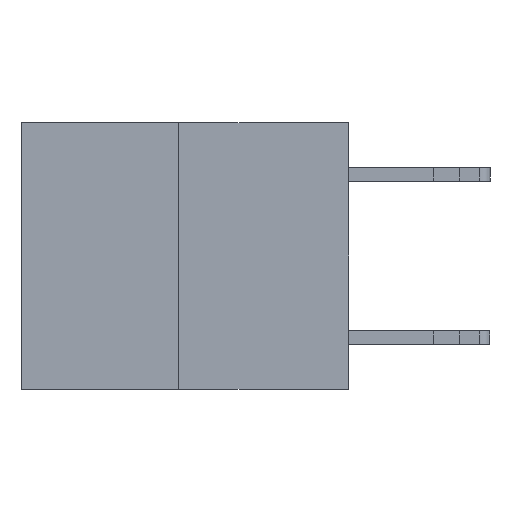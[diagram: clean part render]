
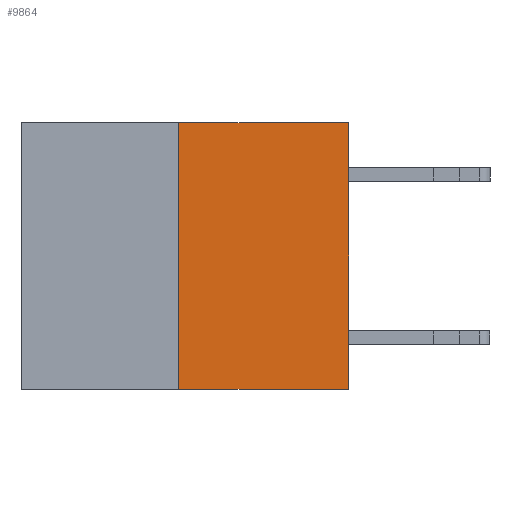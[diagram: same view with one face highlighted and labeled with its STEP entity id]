
A CAD part, left-side view. The second image highlights one B-rep face of the part: STEP entity #9864.
In plain terms, the highlighted planar face has unit normal (-1, 0, 0).
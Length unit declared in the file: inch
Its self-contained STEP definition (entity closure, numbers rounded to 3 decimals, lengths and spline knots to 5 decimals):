
#127 = ORIENTED_EDGE ( 'NONE', *, *, #9907, .F. ) ;
#1451 = DIRECTION ( 'NONE',  ( 0., 0., 1. ) ) ;
#1457 = CARTESIAN_POINT ( 'NONE',  ( 0., 0.6, 0. ) ) ;
#2071 = ORIENTED_EDGE ( 'NONE', *, *, #11549, .T. ) ;
#2131 = DIRECTION ( 'NONE',  ( 0., -1., 0. ) ) ;
#2214 = CARTESIAN_POINT ( 'NONE',  ( 0., 0.6, -0.49 ) ) ;
#3088 = VECTOR ( 'NONE', #2131, 39.37008 ) ;
#3593 = VECTOR ( 'NONE', #6656, 39.37008 ) ;
#3760 = CARTESIAN_POINT ( 'NONE',  ( 0., 0.312, -0.49 ) ) ;
#3893 = VERTEX_POINT ( 'NONE', #5807 ) ;
#4772 = VECTOR ( 'NONE', #1451, 39.37008 ) ;
#4824 = CARTESIAN_POINT ( 'NONE',  ( 0., 0.6, 0. ) ) ;
#4905 = DIRECTION ( 'NONE',  ( 0., 0., -1. ) ) ;
#5599 = ORIENTED_EDGE ( 'NONE', *, *, #6356, .F. ) ;
#5807 = CARTESIAN_POINT ( 'NONE',  ( 0., 0., 0. ) ) ;
#6356 = EDGE_CURVE ( 'NONE', #6778, #3893, #20070, .T. ) ;
#6651 = PLANE ( 'NONE',  #20596 ) ;
#6656 = DIRECTION ( 'NONE',  ( 0., -1., 0. ) ) ;
#6778 = VERTEX_POINT ( 'NONE', #19025 ) ;
#7616 = CARTESIAN_POINT ( 'NONE',  ( 0., 0., -0.49 ) ) ;
#8993 = LINE ( 'NONE', #16940, #4772 ) ;
#9450 = LINE ( 'NONE', #2214, #3088 ) ;
#9864 = ADVANCED_FACE ( 'NONE', ( #13559 ), #6651, .F. ) ;
#9907 = EDGE_CURVE ( 'NONE', #10041, #6778, #8993, .T. ) ;
#10041 = VERTEX_POINT ( 'NONE', #3760 ) ;
#11256 = ORIENTED_EDGE ( 'NONE', *, *, #20446, .T. ) ;
#11549 = EDGE_CURVE ( 'NONE', #10041, #13414, #9450, .T. ) ;
#13414 = VERTEX_POINT ( 'NONE', #7616 ) ;
#13559 = FACE_OUTER_BOUND ( 'NONE', #15064, .T. ) ;
#15064 = EDGE_LOOP ( 'NONE', ( #127, #2071, #11256, #5599 ) ) ;
#15192 = CARTESIAN_POINT ( 'NONE',  ( 0., 0., 0. ) ) ;
#15225 = DIRECTION ( 'NONE',  ( 1., 0., 0. ) ) ;
#15890 = VECTOR ( 'NONE', #19448, 39.37008 ) ;
#16940 = CARTESIAN_POINT ( 'NONE',  ( 0., 0.312, -0.49 ) ) ;
#18536 = LINE ( 'NONE', #15192, #15890 ) ;
#19025 = CARTESIAN_POINT ( 'NONE',  ( 0., 0.312, 0. ) ) ;
#19448 = DIRECTION ( 'NONE',  ( 0., 0., 1. ) ) ;
#20070 = LINE ( 'NONE', #1457, #3593 ) ;
#20446 = EDGE_CURVE ( 'NONE', #13414, #3893, #18536, .T. ) ;
#20596 = AXIS2_PLACEMENT_3D ( 'NONE', #4824, #15225, #4905 ) ;
